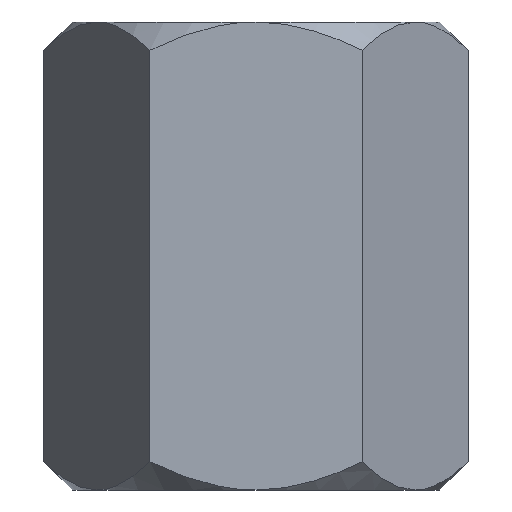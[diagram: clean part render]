
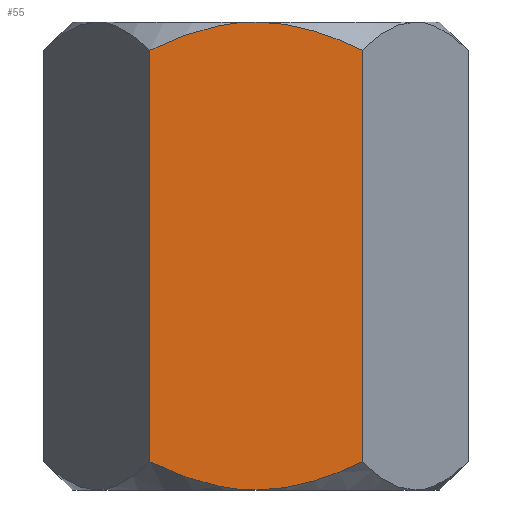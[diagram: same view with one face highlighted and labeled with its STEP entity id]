
A CAD part, front view. The second image highlights one B-rep face of the part: STEP entity #55.
In plain terms, the highlighted planar face has unit normal (0, -1, 0).
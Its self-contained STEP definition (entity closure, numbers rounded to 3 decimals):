
#55 = ADVANCED_FACE( '', ( #123 ), #124, .F. );
#123 = FACE_OUTER_BOUND( '', #204, .T. );
#124 = PLANE( '', #205 );
#204 = EDGE_LOOP( '', ( #296, #297, #298, #299, #300, #301 ) );
#205 = AXIS2_PLACEMENT_3D( '', #302, #303, #304 );
#296 = ORIENTED_EDGE( '', *, *, #450, .F. );
#297 = ORIENTED_EDGE( '', *, *, #468, .F. );
#298 = ORIENTED_EDGE( '', *, *, #466, .T. );
#299 = ORIENTED_EDGE( '', *, *, #469, .T. );
#300 = ORIENTED_EDGE( '', *, *, #470, .T. );
#301 = ORIENTED_EDGE( '', *, *, #471, .F. );
#302 = CARTESIAN_POINT( '', ( -1.588, -2.75, 3.5 ) );
#303 = DIRECTION( '', ( 0., 1., 0. ) );
#304 = DIRECTION( '', ( -1., 0., 0. ) );
#450 = EDGE_CURVE( '', #519, #520, #521, .F. );
#466 = EDGE_CURVE( '', #545, #547, #549, .F. );
#468 = EDGE_CURVE( '', #545, #519, #551, .T. );
#469 = EDGE_CURVE( '', #547, #552, #553, .F. );
#470 = EDGE_CURVE( '', #552, #554, #555, .T. );
#471 = EDGE_CURVE( '', #520, #554, #556, .F. );
#519 = VERTEX_POINT( '', #616 );
#520 = VERTEX_POINT( '', #617 );
#521 = B_SPLINE_CURVE_WITH_KNOTS( '', 3, ( #618, #619, #620, #621, #622, #623, #624, #625 ), .UNSPECIFIED., .F., .F., ( 4, 2, 2, 4 ), ( 0.005, 0.005, 0.006, 0.006 ), .UNSPECIFIED. );
#545 = VERTEX_POINT( '', #684 );
#547 = VERTEX_POINT( '', #691 );
#549 = B_SPLINE_CURVE_WITH_KNOTS( '', 3, ( #693, #694, #695, #696, #697, #698, #699, #700 ), .UNSPECIFIED., .F., .F., ( 4, 2, 2, 4 ), ( 0.005, 0.005, 0.006, 0.006 ), .UNSPECIFIED. );
#551 = LINE( '', #702, #703 );
#552 = VERTEX_POINT( '', #704 );
#553 = B_SPLINE_CURVE_WITH_KNOTS( '', 3, ( #705, #706, #707, #708, #709, #710, #711, #712 ), .UNSPECIFIED., .F., .F., ( 4, 2, 2, 4 ), ( 0.003, 0.004, 0.004, 0.005 ), .UNSPECIFIED. );
#554 = VERTEX_POINT( '', #713 );
#555 = LINE( '', #714, #715 );
#556 = B_SPLINE_CURVE_WITH_KNOTS( '', 3, ( #716, #717, #718, #719, #720, #721, #722, #723 ), .UNSPECIFIED., .F., .F., ( 4, 2, 2, 4 ), ( 0.003, 0.004, 0.004, 0.005 ), .UNSPECIFIED. );
#616 = CARTESIAN_POINT( '', ( 1.588, -2.75, -3.075 ) );
#617 = CARTESIAN_POINT( '', ( 0., -2.75, -3.5 ) );
#618 = CARTESIAN_POINT( '', ( 0., -2.75, -3.5 ) );
#619 = CARTESIAN_POINT( '', ( 0.279, -2.75, -3.5 ) );
#620 = CARTESIAN_POINT( '', ( 0.55, -2.75, -3.457 ) );
#621 = CARTESIAN_POINT( '', ( 0.95, -2.75, -3.343 ) );
#622 = CARTESIAN_POINT( '', ( 1.082, -2.75, -3.297 ) );
#623 = CARTESIAN_POINT( '', ( 1.339, -2.75, -3.193 ) );
#624 = CARTESIAN_POINT( '', ( 1.465, -2.75, -3.136 ) );
#625 = CARTESIAN_POINT( '', ( 1.588, -2.75, -3.075 ) );
#684 = CARTESIAN_POINT( '', ( 1.588, -2.75, 3.075 ) );
#691 = CARTESIAN_POINT( '', ( 0., -2.75, 3.5 ) );
#693 = CARTESIAN_POINT( '', ( 0., -2.75, 3.5 ) );
#694 = CARTESIAN_POINT( '', ( 0.279, -2.75, 3.5 ) );
#695 = CARTESIAN_POINT( '', ( 0.55, -2.75, 3.457 ) );
#696 = CARTESIAN_POINT( '', ( 0.95, -2.75, 3.343 ) );
#697 = CARTESIAN_POINT( '', ( 1.082, -2.75, 3.297 ) );
#698 = CARTESIAN_POINT( '', ( 1.339, -2.75, 3.193 ) );
#699 = CARTESIAN_POINT( '', ( 1.465, -2.75, 3.136 ) );
#700 = CARTESIAN_POINT( '', ( 1.588, -2.75, 3.075 ) );
#702 = CARTESIAN_POINT( '', ( 1.588, -2.75, 3.5 ) );
#703 = VECTOR( '', #884, 1000. );
#704 = CARTESIAN_POINT( '', ( -1.588, -2.75, 3.075 ) );
#705 = CARTESIAN_POINT( '', ( -1.588, -2.75, 3.075 ) );
#706 = CARTESIAN_POINT( '', ( -1.341, -2.75, 3.198 ) );
#707 = CARTESIAN_POINT( '', ( -1.082, -2.75, 3.306 ) );
#708 = CARTESIAN_POINT( '', ( -0.686, -2.75, 3.419 ) );
#709 = CARTESIAN_POINT( '', ( -0.552, -2.75, 3.448 ) );
#710 = CARTESIAN_POINT( '', ( -0.279, -2.75, 3.489 ) );
#711 = CARTESIAN_POINT( '', ( -0.139, -2.75, 3.5 ) );
#712 = CARTESIAN_POINT( '', ( 0., -2.75, 3.5 ) );
#713 = CARTESIAN_POINT( '', ( -1.588, -2.75, -3.075 ) );
#714 = CARTESIAN_POINT( '', ( -1.588, -2.75, 3.5 ) );
#715 = VECTOR( '', #885, 1000. );
#716 = CARTESIAN_POINT( '', ( -1.588, -2.75, -3.075 ) );
#717 = CARTESIAN_POINT( '', ( -1.341, -2.75, -3.198 ) );
#718 = CARTESIAN_POINT( '', ( -1.082, -2.75, -3.306 ) );
#719 = CARTESIAN_POINT( '', ( -0.686, -2.75, -3.419 ) );
#720 = CARTESIAN_POINT( '', ( -0.552, -2.75, -3.448 ) );
#721 = CARTESIAN_POINT( '', ( -0.279, -2.75, -3.489 ) );
#722 = CARTESIAN_POINT( '', ( -0.139, -2.75, -3.5 ) );
#723 = CARTESIAN_POINT( '', ( 0., -2.75, -3.5 ) );
#884 = DIRECTION( '', ( 0., 0., -1. ) );
#885 = DIRECTION( '', ( 0., 0., -1. ) );
